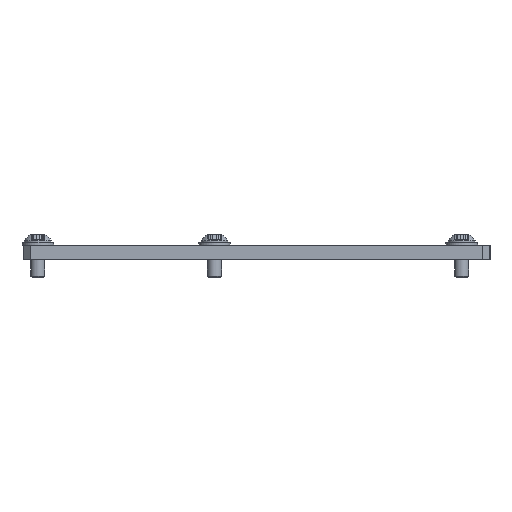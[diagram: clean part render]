
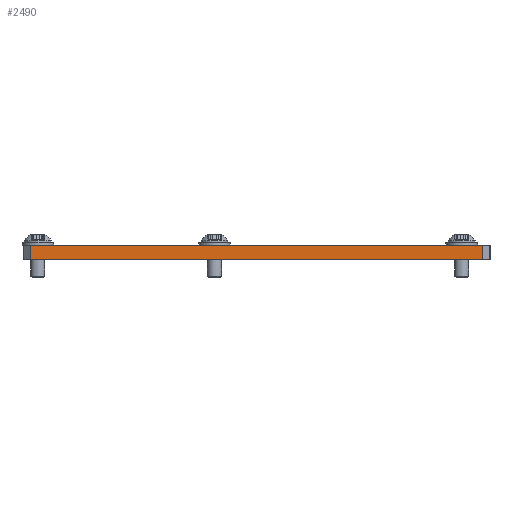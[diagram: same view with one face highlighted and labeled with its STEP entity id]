
A CAD part, left-side view. The second image highlights one B-rep face of the part: STEP entity #2490.
In plain terms, the highlighted face is planar.
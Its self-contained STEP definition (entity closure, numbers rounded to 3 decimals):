
#143 = LINE ( 'NONE', #2920, #1263 ) ;
#323 = ORIENTED_EDGE ( 'NONE', *, *, #2756, .T. ) ;
#366 = LINE ( 'NONE', #1345, #2416 ) ;
#458 = AXIS2_PLACEMENT_3D ( 'NONE', #1854, #2319, #557 ) ;
#490 = CARTESIAN_POINT ( 'NONE',  ( 350., -66., 0. ) ) ;
#511 = VERTEX_POINT ( 'NONE', #2866 ) ;
#557 = DIRECTION ( 'NONE',  ( 0., 0., 1. ) ) ;
#572 = VECTOR ( 'NONE', #2905, 1000. ) ;
#656 = VERTEX_POINT ( 'NONE', #1251 ) ;
#674 = CARTESIAN_POINT ( 'NONE',  ( 350., -66., 4. ) ) ;
#1018 = LINE ( 'NONE', #490, #2681 ) ;
#1251 = CARTESIAN_POINT ( 'NONE',  ( 350., 64., 0. ) ) ;
#1263 = VECTOR ( 'NONE', #2379, 1000. ) ;
#1345 = CARTESIAN_POINT ( 'NONE',  ( 350., 64., 4. ) ) ;
#1377 = DIRECTION ( 'NONE',  ( 0., 0., 1. ) ) ;
#1387 = VERTEX_POINT ( 'NONE', #3199 ) ;
#1412 = EDGE_LOOP ( 'NONE', ( #3017, #1742, #323, #1458 ) ) ;
#1458 = ORIENTED_EDGE ( 'NONE', *, *, #1991, .T. ) ;
#1709 = EDGE_CURVE ( 'NONE', #1387, #2286, #143, .T. ) ;
#1742 = ORIENTED_EDGE ( 'NONE', *, *, #1709, .T. ) ;
#1854 = CARTESIAN_POINT ( 'NONE',  ( 350., -66., 4. ) ) ;
#1991 = EDGE_CURVE ( 'NONE', #656, #511, #366, .T. ) ;
#2012 = DIRECTION ( 'NONE',  ( 0., 1., 0. ) ) ;
#2286 = VERTEX_POINT ( 'NONE', #2804 ) ;
#2319 = DIRECTION ( 'NONE',  ( -1., 0., 0. ) ) ;
#2379 = DIRECTION ( 'NONE',  ( 0., 0., -1. ) ) ;
#2416 = VECTOR ( 'NONE', #1377, 1000. ) ;
#2490 = ADVANCED_FACE ( 'NONE', ( #3120 ), #3132, .F. ) ;
#2681 = VECTOR ( 'NONE', #2012, 1000. ) ;
#2716 = LINE ( 'NONE', #674, #572 ) ;
#2756 = EDGE_CURVE ( 'NONE', #2286, #656, #1018, .T. ) ;
#2804 = CARTESIAN_POINT ( 'NONE',  ( 350., -64., 0. ) ) ;
#2866 = CARTESIAN_POINT ( 'NONE',  ( 350., 64., 4. ) ) ;
#2876 = EDGE_CURVE ( 'NONE', #1387, #511, #2716, .T. ) ;
#2905 = DIRECTION ( 'NONE',  ( 0., 1., 0. ) ) ;
#2920 = CARTESIAN_POINT ( 'NONE',  ( 350., -64., 4. ) ) ;
#3017 = ORIENTED_EDGE ( 'NONE', *, *, #2876, .F. ) ;
#3120 = FACE_OUTER_BOUND ( 'NONE', #1412, .T. ) ;
#3132 = PLANE ( 'NONE',  #458 ) ;
#3199 = CARTESIAN_POINT ( 'NONE',  ( 350., -64., 4. ) ) ;
